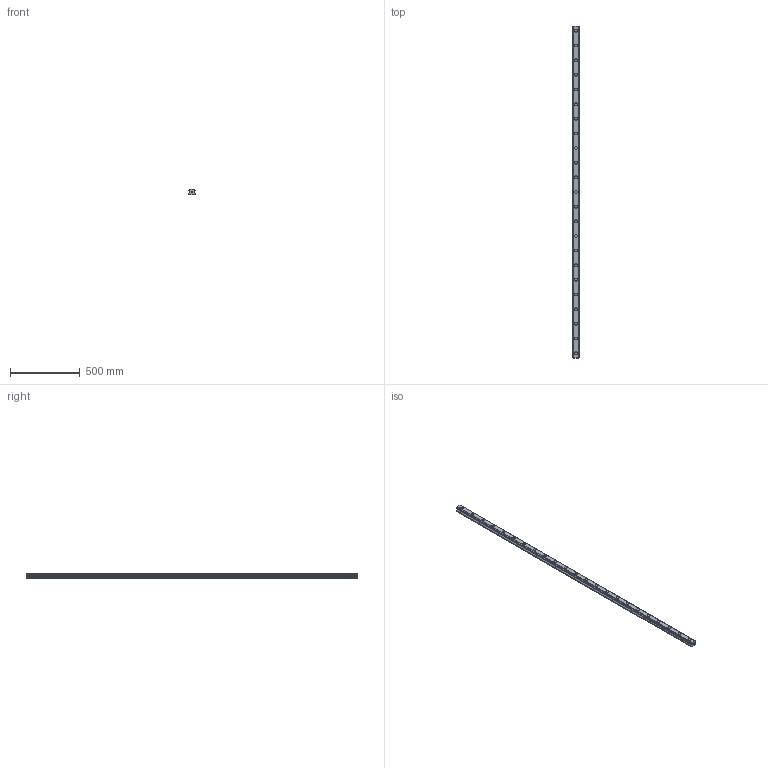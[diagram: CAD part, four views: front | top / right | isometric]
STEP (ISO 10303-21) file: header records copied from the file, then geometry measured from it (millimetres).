
FILE_DESCRIPTION(('STEP AP214'),'1');
FILE_NAME('cctmp_4EF762D8-E100-4F21-8C15-FABC8B7751D4_2020_10_29_12_25_44_781..stp','2020-10-29T11:25:44',('HIWIN GmbH'),('CADClick - www.CADClick.com'),'Spatial InterOp 3D',' ','unknown authorization');
FILE_SCHEMA(('AUTOMOTIVE_DESIGN'));
Length unit declared in the file: millimetre
Products named in the file (1): HGR45R2380H_FILE
Bounding box: 45 x 2380 x 38 mm (x, y, z)
Volume: 3198881.1 mm3; surface area: 462892.8 mm2
Topology: 1 solids, 1 shells, 304 faces, 687 edges, 458 vertices
Faces by surface type: plane 162, cylinder 142
Entity records: 11051 total; most frequent: DIRECTION 1581, CARTESIAN_POINT 1450, ORIENTED_EDGE 1374, EDGE_CURVE 687, AXIS2_PLACEMENT_3D 589, VERTEX_POINT 458, LINE 403, VECTOR 403
